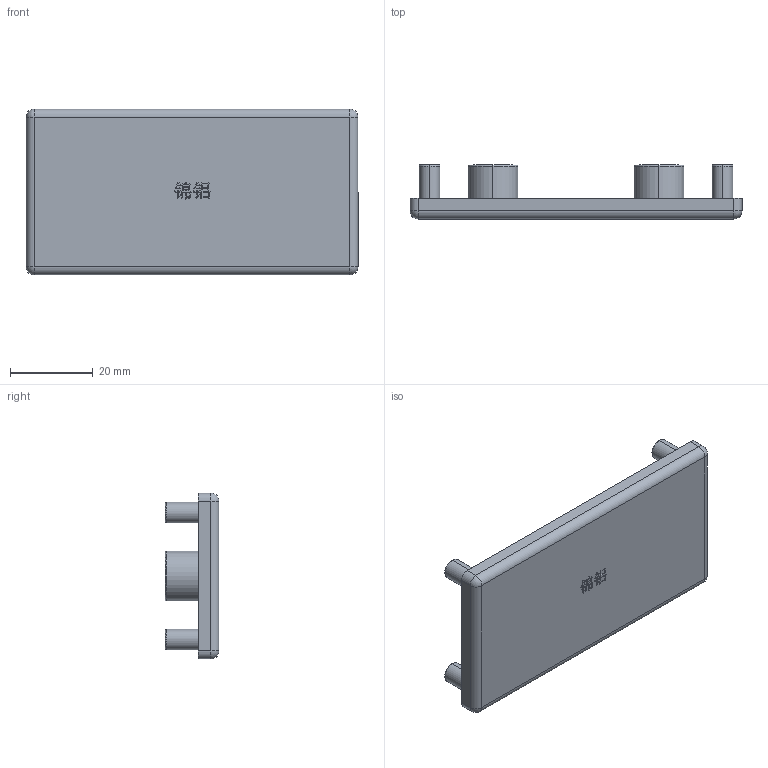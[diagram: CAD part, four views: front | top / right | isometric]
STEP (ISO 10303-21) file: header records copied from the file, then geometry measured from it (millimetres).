
FILE_DESCRIPTION (( 'STEP AP203' ), '1' );
FILE_NAME ('韁梓4080EE傷裔.STEP', '2019-07-31T05:30:24', ( 'User' ), ( 'China' ), 'SwSTEP 2.0', 'SolidWorks 2015', '' );
FILE_SCHEMA (( 'CONFIG_CONTROL_DESIGN' ));
Length unit declared in the file: millimetre
Products named in the file (1): 韁梓4080EE傷裔
Bounding box: 80 x 13 x 40 mm (x, y, z)
Volume: 11277.3 mm3; surface area: 10361.3 mm2
Topology: 1 solids, 1 shells, 225 faces, 583 edges, 378 vertices
Faces by surface type: plane 149, cylinder 32, bspline 28, torus 12, sphere 4
Entity records: 7738 total; most frequent: CARTESIAN_POINT 2291, ORIENTED_EDGE 1158, DIRECTION 1007, EDGE_CURVE 579, VECTOR 435, LINE 435, VERTEX_POINT 378, AXIS2_PLACEMENT_3D 286
